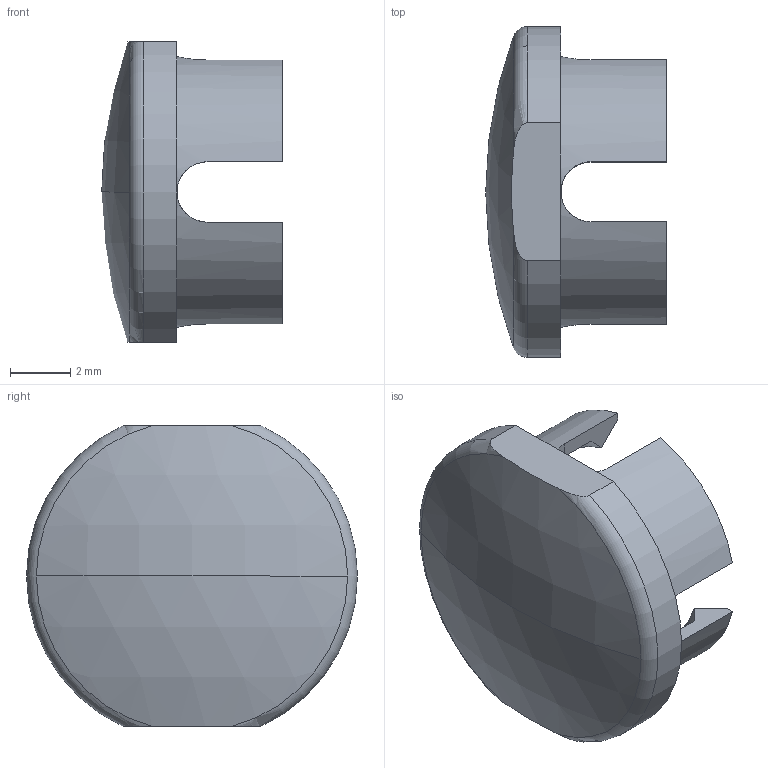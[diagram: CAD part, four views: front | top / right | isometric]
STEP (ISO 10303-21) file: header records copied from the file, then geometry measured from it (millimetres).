
FILE_DESCRIPTION (( 'STEP AP203' ), '1' );
FILE_NAME ('CP-29-TR6-4.STEP', '2016-11-29T06:21:07', ( '' ), ( '' ), 'SwSTEP 2.0', 'SolidWorks 2014', '' );
FILE_SCHEMA (( 'CONFIG_CONTROL_DESIGN' ));
Length unit declared in the file: millimetre
Products named in the file (1): CP-29-TR6-4
Bounding box: 6 x 11 x 10 mm (x, y, z)
Volume: 208.2 mm3; surface area: 387.7 mm2
Topology: 1 solids, 1 shells, 44 faces, 120 edges, 79 vertices
Faces by surface type: plane 16, cylinder 14, cone 8, torus 4, sphere 2
Entity records: 1627 total; most frequent: CARTESIAN_POINT 478, ORIENTED_EDGE 240, DIRECTION 208, EDGE_CURVE 120, AXIS2_PLACEMENT_3D 85, VERTEX_POINT 79, EDGE_LOOP 45, ADVANCED_FACE 44
